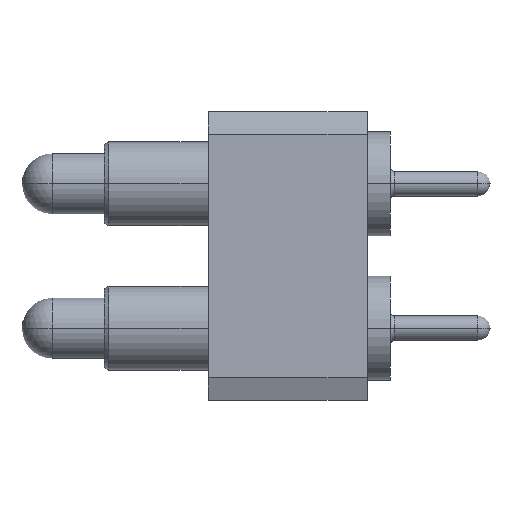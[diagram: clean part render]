
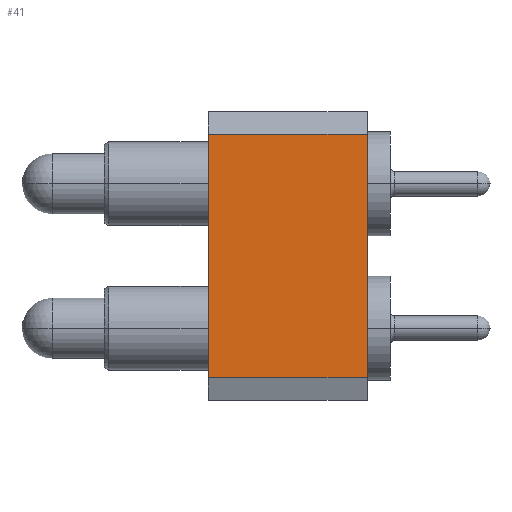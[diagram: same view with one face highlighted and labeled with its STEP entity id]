
A CAD part, left-side view. The second image highlights one B-rep face of the part: STEP entity #41.
In plain terms, the highlighted planar face has unit normal (-1, 0, 0).
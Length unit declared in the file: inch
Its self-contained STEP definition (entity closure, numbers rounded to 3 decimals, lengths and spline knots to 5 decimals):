
#41 = ADVANCED_FACE ( 'NONE', ( #1376 ), #2959, .T. ) ;
#159 = VERTEX_POINT ( 'NONE', #1707 ) ;
#224 = DIRECTION ( 'NONE',  ( 0., 1., 0. ) ) ;
#419 = EDGE_CURVE ( 'NONE', #2725, #3031, #3395, .T. ) ;
#600 = VECTOR ( 'NONE', #2357, 39.37008 ) ;
#797 = LINE ( 'NONE', #2440, #1450 ) ;
#885 = CARTESIAN_POINT ( 'NONE',  ( -0.01203, -0.11, -0.18425 ) ) ;
#957 = EDGE_CURVE ( 'NONE', #1611, #159, #1059, .T. ) ;
#977 = AXIS2_PLACEMENT_3D ( 'NONE', #885, #2171, #2227 ) ;
#994 = VECTOR ( 'NONE', #224, 39.37008 ) ;
#999 = CARTESIAN_POINT ( 'NONE',  ( -0.01203, -0.11, -0.18425 ) ) ;
#1059 = LINE ( 'NONE', #2132, #1762 ) ;
#1266 = CARTESIAN_POINT ( 'NONE',  ( -0.01203, -0.11, -0.18425 ) ) ;
#1318 = EDGE_CURVE ( 'NONE', #2725, #1611, #1542, .T. ) ;
#1374 = DIRECTION ( 'NONE',  ( 0., 0., 1. ) ) ;
#1376 = FACE_OUTER_BOUND ( 'NONE', #3025, .T. ) ;
#1450 = VECTOR ( 'NONE', #2683, 39.37008 ) ;
#1542 = LINE ( 'NONE', #2602, #994 ) ;
#1611 = VERTEX_POINT ( 'NONE', #1658 ) ;
#1658 = CARTESIAN_POINT ( 'NONE',  ( -0.01203, 0., -0.18425 ) ) ;
#1707 = CARTESIAN_POINT ( 'NONE',  ( -0.01203, 0., -0.01575 ) ) ;
#1762 = VECTOR ( 'NONE', #1374, 39.37008 ) ;
#1824 = ORIENTED_EDGE ( 'NONE', *, *, #957, .F. ) ;
#2132 = CARTESIAN_POINT ( 'NONE',  ( -0.01203, 0., -0.18425 ) ) ;
#2171 = DIRECTION ( 'NONE',  ( -1., 0., 0. ) ) ;
#2227 = DIRECTION ( 'NONE',  ( 0., 0., 1. ) ) ;
#2357 = DIRECTION ( 'NONE',  ( 0., 0., 1. ) ) ;
#2440 = CARTESIAN_POINT ( 'NONE',  ( -0.01203, -0.11, -0.01575 ) ) ;
#2577 = ORIENTED_EDGE ( 'NONE', *, *, #2929, .T. ) ;
#2602 = CARTESIAN_POINT ( 'NONE',  ( -0.01203, -0.11, -0.18425 ) ) ;
#2683 = DIRECTION ( 'NONE',  ( 0., 1., 0. ) ) ;
#2725 = VERTEX_POINT ( 'NONE', #1266 ) ;
#2750 = CARTESIAN_POINT ( 'NONE',  ( -0.01203, -0.11, -0.01575 ) ) ;
#2800 = ORIENTED_EDGE ( 'NONE', *, *, #1318, .F. ) ;
#2929 = EDGE_CURVE ( 'NONE', #3031, #159, #797, .T. ) ;
#2959 = PLANE ( 'NONE',  #977 ) ;
#3025 = EDGE_LOOP ( 'NONE', ( #1824, #2800, #3233, #2577 ) ) ;
#3031 = VERTEX_POINT ( 'NONE', #2750 ) ;
#3233 = ORIENTED_EDGE ( 'NONE', *, *, #419, .T. ) ;
#3395 = LINE ( 'NONE', #999, #600 ) ;
